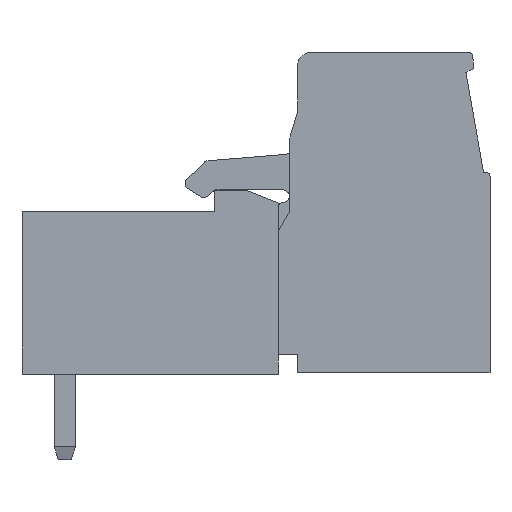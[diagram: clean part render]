
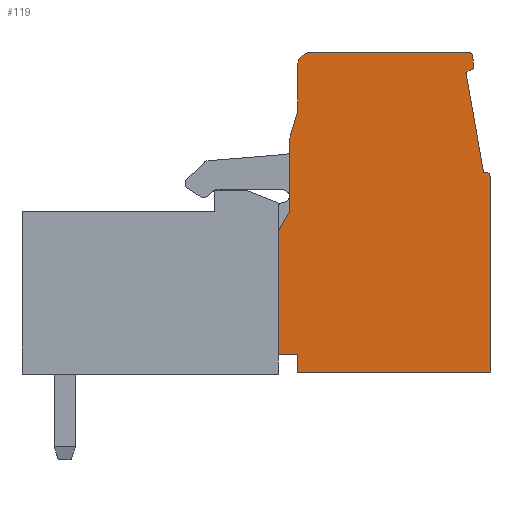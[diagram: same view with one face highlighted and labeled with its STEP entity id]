
A CAD part, left-side view. The second image highlights one B-rep face of the part: STEP entity #119.
In plain terms, the highlighted planar face has unit normal (-1, 0, 0).
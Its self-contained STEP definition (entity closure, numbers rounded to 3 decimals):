
#22 = VERTEX_POINT('',#23);
#23 = CARTESIAN_POINT('',(-2.54,-10.9,0.05));
#40 = VERTEX_POINT('',#41);
#41 = CARTESIAN_POINT('',(-2.54,-10.9,0.9));
#47 = EDGE_CURVE('',#22,#40,#48,.T.);
#48 = LINE('',#49,#50);
#49 = CARTESIAN_POINT('',(-2.54,-10.9,0.05));
#50 = VECTOR('',#51,1.);
#51 = DIRECTION('',(0.,0.,1.));
#62 = VERTEX_POINT('',#63);
#63 = CARTESIAN_POINT('',(-2.54,-19.9,0.05));
#78 = EDGE_CURVE('',#62,#22,#79,.T.);
#79 = LINE('',#80,#81);
#80 = CARTESIAN_POINT('',(-2.54,-19.9,0.05));
#81 = VECTOR('',#82,1.);
#82 = DIRECTION('',(0.,1.,0.));
#102 = VERTEX_POINT('',#103);
#103 = CARTESIAN_POINT('',(-2.54,-10.,0.9));
#109 = EDGE_CURVE('',#40,#102,#110,.T.);
#110 = LINE('',#111,#112);
#111 = CARTESIAN_POINT('',(-2.54,-10.9,0.9));
#112 = VECTOR('',#113,1.);
#113 = DIRECTION('',(0.,1.,0.));
#119 = ADVANCED_FACE('',(#120),#238,.T.);
#120 = FACE_BOUND('',#121,.T.);
#121 = EDGE_LOOP('',(#122,#130,#131,#132,#133,#141,#150,#158,#166,#174,
#182,#191,#199,#208,#216,#224,#232));
#122 = ORIENTED_EDGE('',*,*,#123,.F.);
#123 = EDGE_CURVE('',#102,#124,#126,.T.);
#124 = VERTEX_POINT('',#125);
#125 = CARTESIAN_POINT('',(-2.54,-10.,6.7));
#126 = LINE('',#127,#128);
#127 = CARTESIAN_POINT('',(-2.54,-10.,0.9));
#128 = VECTOR('',#129,1.);
#129 = DIRECTION('',(0.,0.,1.));
#130 = ORIENTED_EDGE('',*,*,#109,.F.);
#131 = ORIENTED_EDGE('',*,*,#47,.F.);
#132 = ORIENTED_EDGE('',*,*,#78,.F.);
#133 = ORIENTED_EDGE('',*,*,#134,.F.);
#134 = EDGE_CURVE('',#135,#62,#137,.T.);
#135 = VERTEX_POINT('',#136);
#136 = CARTESIAN_POINT('',(-2.54,-19.9,9.25));
#137 = LINE('',#138,#139);
#138 = CARTESIAN_POINT('',(-2.54,-19.9,9.25));
#139 = VECTOR('',#140,1.);
#140 = DIRECTION('',(0.,0.,-1.));
#141 = ORIENTED_EDGE('',*,*,#142,.F.);
#142 = EDGE_CURVE('',#143,#135,#145,.T.);
#143 = VERTEX_POINT('',#144);
#144 = CARTESIAN_POINT('',(-2.54,-19.7,9.45));
#145 = CIRCLE('',#146,0.2);
#146 = AXIS2_PLACEMENT_3D('',#147,#148,#149);
#147 = CARTESIAN_POINT('',(-2.54,-19.7,9.25));
#148 = DIRECTION('',(1.,0.,0.));
#149 = DIRECTION('',(0.,0.,1.));
#150 = ORIENTED_EDGE('',*,*,#151,.F.);
#151 = EDGE_CURVE('',#152,#143,#154,.T.);
#152 = VERTEX_POINT('',#153);
#153 = CARTESIAN_POINT('',(-2.54,-19.6,9.45));
#154 = LINE('',#155,#156);
#155 = CARTESIAN_POINT('',(-2.54,-19.6,9.45));
#156 = VECTOR('',#157,1.);
#157 = DIRECTION('',(0.,-1.,0.));
#158 = ORIENTED_EDGE('',*,*,#159,.F.);
#159 = EDGE_CURVE('',#160,#152,#162,.T.);
#160 = VERTEX_POINT('',#161);
#161 = CARTESIAN_POINT('',(-2.54,-18.77,14.1));
#162 = LINE('',#163,#164);
#163 = CARTESIAN_POINT('',(-2.54,-18.77,14.1));
#164 = VECTOR('',#165,1.);
#165 = DIRECTION('',(0.,-0.176,-0.984));
#166 = ORIENTED_EDGE('',*,*,#167,.F.);
#167 = EDGE_CURVE('',#168,#160,#170,.T.);
#168 = VERTEX_POINT('',#169);
#169 = CARTESIAN_POINT('',(-2.54,-19.12,14.3));
#170 = LINE('',#171,#172);
#171 = CARTESIAN_POINT('',(-2.54,-19.12,14.3));
#172 = VECTOR('',#173,1.);
#173 = DIRECTION('',(0.,0.868,-0.496));
#174 = ORIENTED_EDGE('',*,*,#175,.F.);
#175 = EDGE_CURVE('',#176,#168,#178,.T.);
#176 = VERTEX_POINT('',#177);
#177 = CARTESIAN_POINT('',(-2.54,-19.1,14.85));
#178 = LINE('',#179,#180);
#179 = CARTESIAN_POINT('',(-2.54,-19.1,14.85));
#180 = VECTOR('',#181,1.);
#181 = DIRECTION('',(0.,-0.036,-0.999));
#182 = ORIENTED_EDGE('',*,*,#183,.F.);
#183 = EDGE_CURVE('',#184,#176,#186,.T.);
#184 = VERTEX_POINT('',#185);
#185 = CARTESIAN_POINT('',(-2.54,-18.9,15.05));
#186 = CIRCLE('',#187,0.2);
#187 = AXIS2_PLACEMENT_3D('',#188,#189,#190);
#188 = CARTESIAN_POINT('',(-2.54,-18.9,14.85));
#189 = DIRECTION('',(1.,0.,0.));
#190 = DIRECTION('',(0.,0.,1.));
#191 = ORIENTED_EDGE('',*,*,#192,.F.);
#192 = EDGE_CURVE('',#193,#184,#195,.T.);
#193 = VERTEX_POINT('',#194);
#194 = CARTESIAN_POINT('',(-2.54,-11.5,15.05));
#195 = LINE('',#196,#197);
#196 = CARTESIAN_POINT('',(-2.54,-11.5,15.05));
#197 = VECTOR('',#198,1.);
#198 = DIRECTION('',(0.,-1.,0.));
#199 = ORIENTED_EDGE('',*,*,#200,.F.);
#200 = EDGE_CURVE('',#201,#193,#203,.T.);
#201 = VERTEX_POINT('',#202);
#202 = CARTESIAN_POINT('',(-2.54,-10.9,14.45));
#203 = CIRCLE('',#204,0.6);
#204 = AXIS2_PLACEMENT_3D('',#205,#206,#207);
#205 = CARTESIAN_POINT('',(-2.54,-11.5,14.45));
#206 = DIRECTION('',(1.,0.,0.));
#207 = DIRECTION('',(0.,1.,0.));
#208 = ORIENTED_EDGE('',*,*,#209,.F.);
#209 = EDGE_CURVE('',#210,#201,#212,.T.);
#210 = VERTEX_POINT('',#211);
#211 = CARTESIAN_POINT('',(-2.54,-10.9,12.3));
#212 = LINE('',#213,#214);
#213 = CARTESIAN_POINT('',(-2.54,-10.9,12.3));
#214 = VECTOR('',#215,1.);
#215 = DIRECTION('',(0.,0.,1.));
#216 = ORIENTED_EDGE('',*,*,#217,.F.);
#217 = EDGE_CURVE('',#218,#210,#220,.T.);
#218 = VERTEX_POINT('',#219);
#219 = CARTESIAN_POINT('',(-2.54,-10.5,10.95));
#220 = LINE('',#221,#222);
#221 = CARTESIAN_POINT('',(-2.54,-10.5,10.95));
#222 = VECTOR('',#223,1.);
#223 = DIRECTION('',(0.,-0.284,0.959));
#224 = ORIENTED_EDGE('',*,*,#225,.F.);
#225 = EDGE_CURVE('',#226,#218,#228,.T.);
#226 = VERTEX_POINT('',#227);
#227 = CARTESIAN_POINT('',(-2.54,-10.5,7.55));
#228 = LINE('',#229,#230);
#229 = CARTESIAN_POINT('',(-2.54,-10.5,7.55));
#230 = VECTOR('',#231,1.);
#231 = DIRECTION('',(0.,0.,1.));
#232 = ORIENTED_EDGE('',*,*,#233,.F.);
#233 = EDGE_CURVE('',#124,#226,#234,.T.);
#234 = LINE('',#235,#236);
#235 = CARTESIAN_POINT('',(-2.54,-10.,6.7));
#236 = VECTOR('',#237,1.);
#237 = DIRECTION('',(0.,-0.507,0.862));
#238 = PLANE('',#239);
#239 = AXIS2_PLACEMENT_3D('',#240,#241,#242);
#240 = CARTESIAN_POINT('',(-2.54,-10.,0.9));
#241 = DIRECTION('',(-1.,0.,0.));
#242 = DIRECTION('',(0.,1.,0.));
